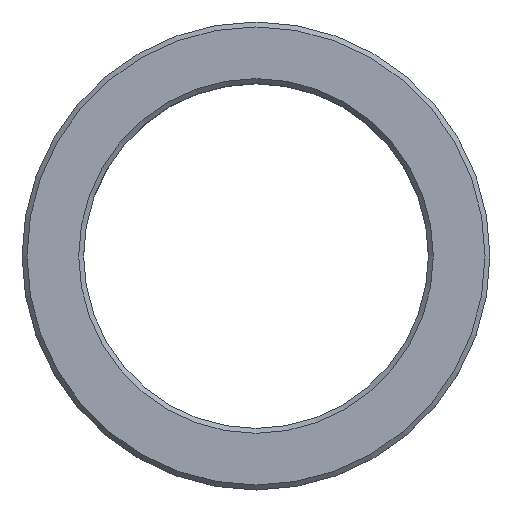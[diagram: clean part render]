
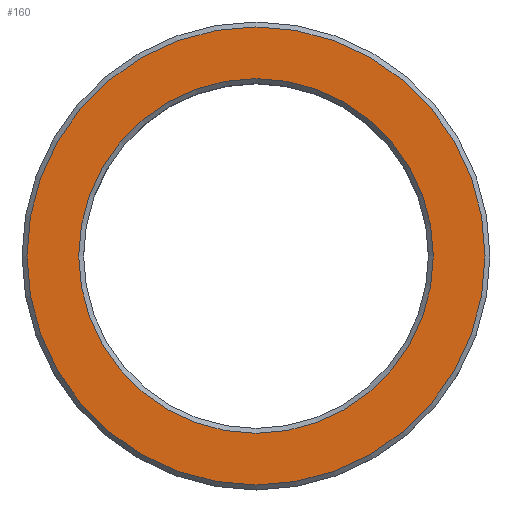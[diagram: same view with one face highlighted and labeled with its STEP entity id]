
A CAD part, top view. The second image highlights one B-rep face of the part: STEP entity #160.
In plain terms, the highlighted planar face has unit normal (0, 0, 1).
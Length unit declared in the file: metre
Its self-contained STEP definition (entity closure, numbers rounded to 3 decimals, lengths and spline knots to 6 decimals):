
#160=ADVANCED_FACE('',(#189,#190),#191,.T.);
#189=FACE_BOUND('',#5058,.T.);
#190=FACE_OUTER_BOUND('',#5059,.T.);
#191=PLANE('',#5060);
#5058=EDGE_LOOP('',(#9952));
#5059=EDGE_LOOP('',(#9953));
#5060=AXIS2_PLACEMENT_3D('',#9954,#9955,#9956);
#9952=ORIENTED_EDGE('',*,*,#10013,.T.);
#9953=ORIENTED_EDGE('',*,*,#10006,.F.);
#9954=CARTESIAN_POINT('',(0.0465,0.0,0.035));
#9955=DIRECTION('',(0.0,0.,1.0));
#9956=DIRECTION('',(0.0,-1.0,0.));
#10006=EDGE_CURVE('',#10037,#10037,#10038,.T.);
#10013=EDGE_CURVE('',#10049,#10049,#10050,.T.);
#10037=VERTEX_POINT('',#10143);
#10038=CIRCLE('',#10144,0.0465);
#10049=VERTEX_POINT('',#10215);
#10050=CIRCLE('',#10216,0.036);
#10143=CARTESIAN_POINT('',(0.0,0.0465,0.035));
#10144=AXIS2_PLACEMENT_3D('',#10243,#10244,#10245);
#10215=CARTESIAN_POINT('',(0.0,0.036,0.035));
#10216=AXIS2_PLACEMENT_3D('',#10258,#10259,#10260);
#10243=CARTESIAN_POINT('',(0.0,0.0,0.035));
#10244=DIRECTION('',(0.0,0.,-1.0));
#10245=DIRECTION('',(0.0,1.0,0.));
#10258=CARTESIAN_POINT('',(0.0,0.0,0.035));
#10259=DIRECTION('',(0.0,0.,-1.0));
#10260=DIRECTION('',(0.0,1.0,0.));
